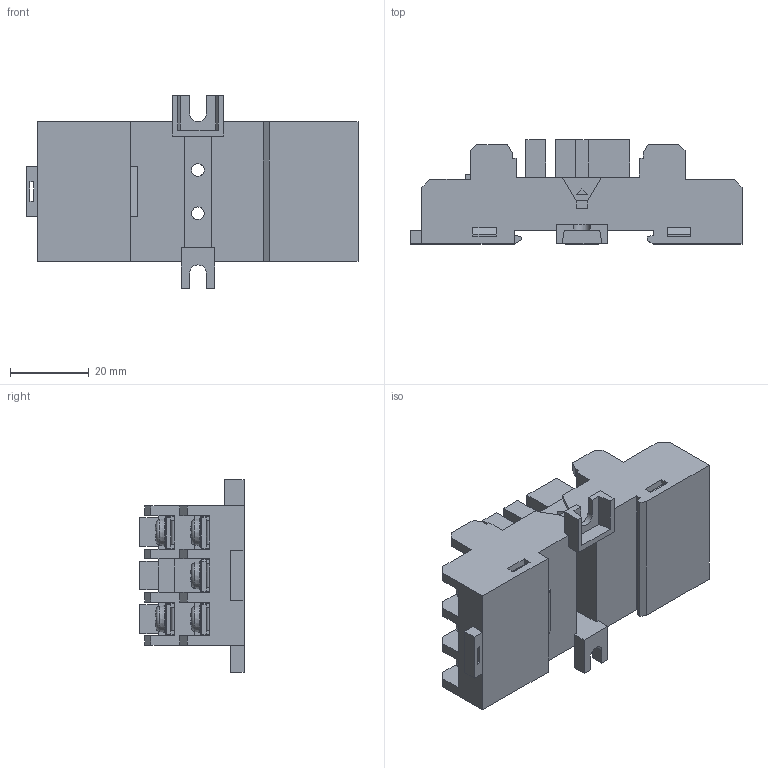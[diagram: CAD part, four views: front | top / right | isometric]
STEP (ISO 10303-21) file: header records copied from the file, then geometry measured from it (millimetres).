
FILE_DESCRIPTION(/* description */ (''),/* implementation_level */ '2;1');
FILE_NAME(/* name */ 'ZAV2.stp',/* time_stamp */ '2015-02-18T18:21:01+01:00',/* author */ ('marco'),/* organization */ (''),/* preprocessor_version */ 'ST-DEVELOPER v15.6',/* originating_system */ 'Autodesk Inventor 2015',/* authorisation */ '');
FILE_SCHEMA (('AUTOMOTIVE_DESIGN { 1 0 10303 214 3 1 1 }'));
Length unit declared in the file: millimetre
Products named in the file (3): ZVK - 92.43 con alette; vite+rondella; ZVK - 92.43
Bounding box: 84.5 x 26.5 x 49.1 mm (x, y, z)
Volume: 47400.2 mm3; surface area: 24211.7 mm2
Topology: 12 solids, 12 shells, 1029 faces, 2720 edges, 1772 vertices
Faces by surface type: plane 783, cylinder 136, bspline 44, sphere 33, torus 22, cone 11
Full cylindrical faces by diameter (mm): 3.2 x2, 3.9 x22, 4.5 x11
Entity records: 13146 total; most frequent: CARTESIAN_POINT 2446, ORIENTED_EDGE 2220, DIRECTION 2029, EDGE_CURVE 1110, LINE 1027, VECTOR 1027, VERTEX_POINT 740, AXIS2_PLACEMENT_3D 501
